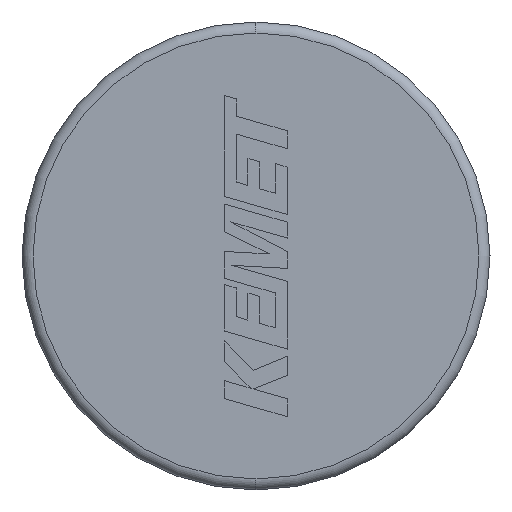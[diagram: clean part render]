
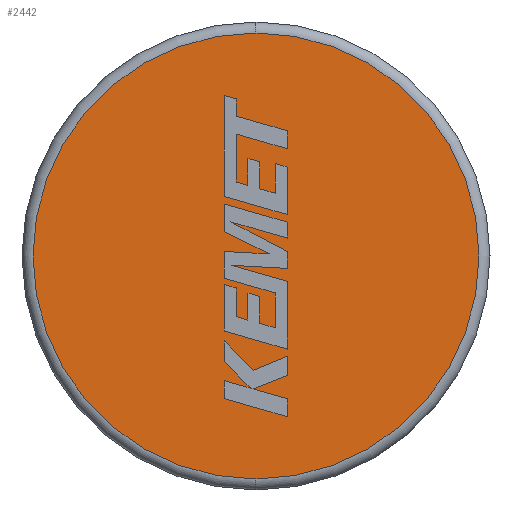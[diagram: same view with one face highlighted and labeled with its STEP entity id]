
A CAD part, left-side view. The second image highlights one B-rep face of the part: STEP entity #2442.
In plain terms, the highlighted planar face has unit normal (-1, 0, 0).
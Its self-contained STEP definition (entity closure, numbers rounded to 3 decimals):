
#138 = CIRCLE ( 'NONE', #2058, 4.05 ) ;
#244 = PLANE ( 'NONE',  #2334 ) ;
#401 = VERTEX_POINT ( 'NONE', #1840 ) ;
#453 = VERTEX_POINT ( 'NONE', #3199 ) ;
#756 = CIRCLE ( 'NONE', #3297, 4.05 ) ;
#927 = FACE_OUTER_BOUND ( 'NONE', #1793, .T. ) ;
#1026 = DIRECTION ( 'NONE',  ( 1., 0., 0. ) ) ;
#1420 = EDGE_CURVE ( 'NONE', #401, #453, #138, .T. ) ;
#1464 = DIRECTION ( 'NONE',  ( 0., 0., -1. ) ) ;
#1477 = DIRECTION ( 'NONE',  ( -1., 0., 0. ) ) ;
#1583 = CARTESIAN_POINT ( 'NONE',  ( 0., 0., 0. ) ) ;
#1793 = EDGE_LOOP ( 'NONE', ( #2833, #2666 ) ) ;
#1840 = CARTESIAN_POINT ( 'NONE',  ( 0., 0., -4.05 ) ) ;
#2058 = AXIS2_PLACEMENT_3D ( 'NONE', #3299, #1477, #1464 ) ;
#2334 = AXIS2_PLACEMENT_3D ( 'NONE', #2336, #1026, #2846 ) ;
#2336 = CARTESIAN_POINT ( 'NONE',  ( 0., 0., 0. ) ) ;
#2352 = DIRECTION ( 'NONE',  ( 0., 0., -1. ) ) ;
#2442 = ADVANCED_FACE ( 'NONE', ( #927 ), #244, .F. ) ;
#2466 = EDGE_CURVE ( 'NONE', #453, #401, #756, .T. ) ;
#2609 = DIRECTION ( 'NONE',  ( -1., 0., 0. ) ) ;
#2666 = ORIENTED_EDGE ( 'NONE', *, *, #2466, .T. ) ;
#2833 = ORIENTED_EDGE ( 'NONE', *, *, #1420, .T. ) ;
#2846 = DIRECTION ( 'NONE',  ( 0., 0., -1. ) ) ;
#3199 = CARTESIAN_POINT ( 'NONE',  ( 0., 0., 4.05 ) ) ;
#3297 = AXIS2_PLACEMENT_3D ( 'NONE', #1583, #2609, #2352 ) ;
#3299 = CARTESIAN_POINT ( 'NONE',  ( 0., 0., 0. ) ) ;
